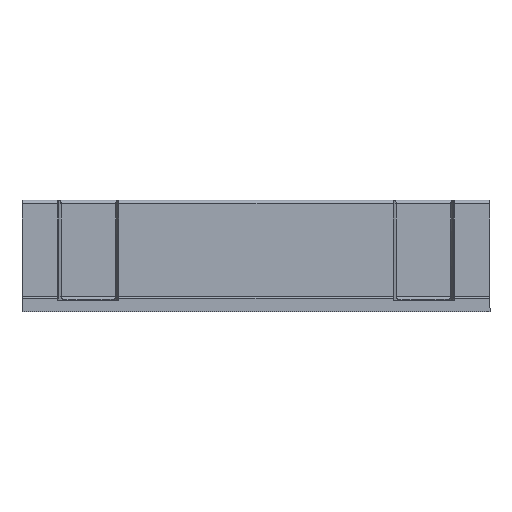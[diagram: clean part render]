
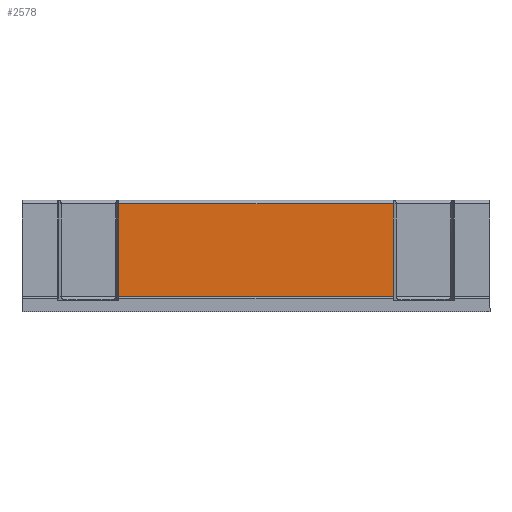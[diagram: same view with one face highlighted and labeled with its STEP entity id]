
A CAD part, front view. The second image highlights one B-rep face of the part: STEP entity #2578.
In plain terms, the highlighted planar face has unit normal (0, -1, 0).
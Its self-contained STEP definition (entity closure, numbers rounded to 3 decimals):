
#65 = VERTEX_POINT ( 'NONE', #5835 ) ;
#72 = VERTEX_POINT ( 'NONE', #5842 ) ;
#180 = CARTESIAN_POINT ( 'NONE',  ( 152.4, -16.411, 10.62 ) ) ;
#181 = DIRECTION ( 'NONE',  ( -1., 0., 0. ) ) ;
#279 = DIRECTION ( 'NONE',  ( -1., 0., 0. ) ) ;
#285 = CARTESIAN_POINT ( 'NONE',  ( 152.4, -16.411, 1.52 ) ) ;
#348 = DIRECTION ( 'NONE',  ( 0., 0., 1. ) ) ;
#349 = CARTESIAN_POINT ( 'NONE',  ( 13.47, -16.411, 1.52 ) ) ;
#357 = CARTESIAN_POINT ( 'NONE',  ( -13.47, -16.411, 1.52 ) ) ;
#358 = DIRECTION ( 'NONE',  ( 0., 0., -1. ) ) ;
#2578 = ADVANCED_FACE ( 'NONE', ( #5610 ), #6131, .F. ) ;
#2766 = VERTEX_POINT ( 'NONE', #7437 ) ;
#2767 = VERTEX_POINT ( 'NONE', #7438 ) ;
#3136 = EDGE_CURVE ( 'NONE', #65, #72, #7003, .T. ) ;
#3170 = EDGE_CURVE ( 'NONE', #2766, #2767, #7045, .T. ) ;
#3191 = EDGE_CURVE ( 'NONE', #2766, #65, #7079, .T. ) ;
#3192 = EDGE_CURVE ( 'NONE', #72, #2767, #7080, .T. ) ;
#3474 = ORIENTED_EDGE ( 'NONE', *, *, #3170, .F. ) ;
#3475 = ORIENTED_EDGE ( 'NONE', *, *, #3191, .T. ) ;
#3476 = ORIENTED_EDGE ( 'NONE', *, *, #3136, .T. ) ;
#3477 = ORIENTED_EDGE ( 'NONE', *, *, #3192, .T. ) ;
#4581 = AXIS2_PLACEMENT_3D ( 'NONE', #6129, #6133, #6134 ) ;
#5397 = EDGE_LOOP ( 'NONE', ( #3474, #3475, #3476, #3477 ) ) ;
#5610 = FACE_OUTER_BOUND ( 'NONE', #5397, .T. ) ;
#5835 = CARTESIAN_POINT ( 'NONE',  ( 13.47, -16.411, 10.62 ) ) ;
#5842 = CARTESIAN_POINT ( 'NONE',  ( -13.47, -16.411, 10.62 ) ) ;
#6129 = CARTESIAN_POINT ( 'NONE',  ( 152.4, -16.411, 1.52 ) ) ;
#6131 = PLANE ( 'NONE',  #4581 ) ;
#6133 = DIRECTION ( 'NONE',  ( 0., 1., 0. ) ) ;
#6134 = DIRECTION ( 'NONE',  ( 0., 0., 1. ) ) ;
#7003 = LINE ( 'NONE', #180, #7005 ) ;
#7005 = VECTOR ( 'NONE', #181, 1000. ) ;
#7045 = LINE ( 'NONE', #285, #7053 ) ;
#7053 = VECTOR ( 'NONE', #279, 1000. ) ;
#7079 = LINE ( 'NONE', #349, #7081 ) ;
#7080 = LINE ( 'NONE', #357, #7083 ) ;
#7081 = VECTOR ( 'NONE', #348, 1000. ) ;
#7083 = VECTOR ( 'NONE', #358, 1000. ) ;
#7437 = CARTESIAN_POINT ( 'NONE',  ( 13.47, -16.411, 1.52 ) ) ;
#7438 = CARTESIAN_POINT ( 'NONE',  ( -13.47, -16.411, 1.52 ) ) ;
